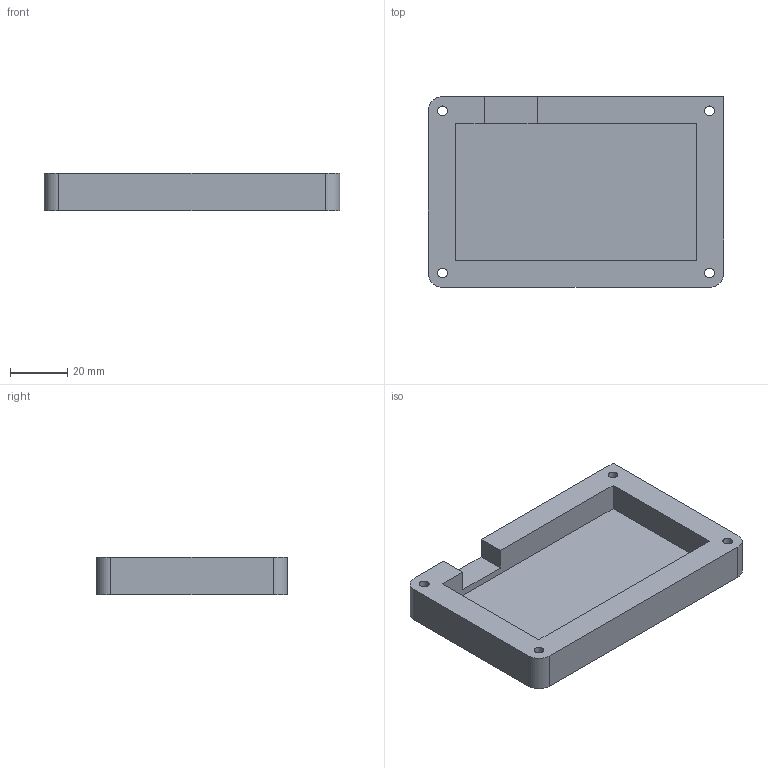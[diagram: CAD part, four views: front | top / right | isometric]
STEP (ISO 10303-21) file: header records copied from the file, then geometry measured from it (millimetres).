
FILE_DESCRIPTION(/* description */ (''),/* implementation_level */ '2;1');
FILE_NAME(/* name */ 'Bottom.step',/* time_stamp */ '2025-06-20T17:07:18-04:00',/* author */ (''),/* organization */ (''),/* preprocessor_version */ 'ST-DEVELOPER v20.1',/* originating_system */ 'Autodesk Translation Framework v14.10.0.0',/* authorisation */ '');
FILE_SCHEMA (('AUTOMOTIVE_DESIGN { 1 0 10303 214 3 1 1 }'));
Length unit declared in the file: millimetre
Products named in the file (2): 2025-06-18-21-40-57-649; 2025-06-18-21-47-25-616
Assembly tree (1 placements, depth 2):
  2025-06-18-21-40-57-649
    2025-06-18-21-47-25-616
Bounding box: 103.45 x 66.8 x 13 mm (x, y, z)
Volume: 47231.4 mm3; surface area: 21225.6 mm2
Topology: 1 solids, 1 shells, 29 faces, 69 edges, 46 vertices
Faces by surface type: plane 18, cylinder 11
Full cylindrical faces by diameter (mm): 3.4 x4, 6 x4
Entity records: 914 total; most frequent: DIRECTION 155, CARTESIAN_POINT 147, ORIENTED_EDGE 138, EDGE_CURVE 69, AXIS2_PLACEMENT_3D 54, LINE 47, VECTOR 47, VERTEX_POINT 46
